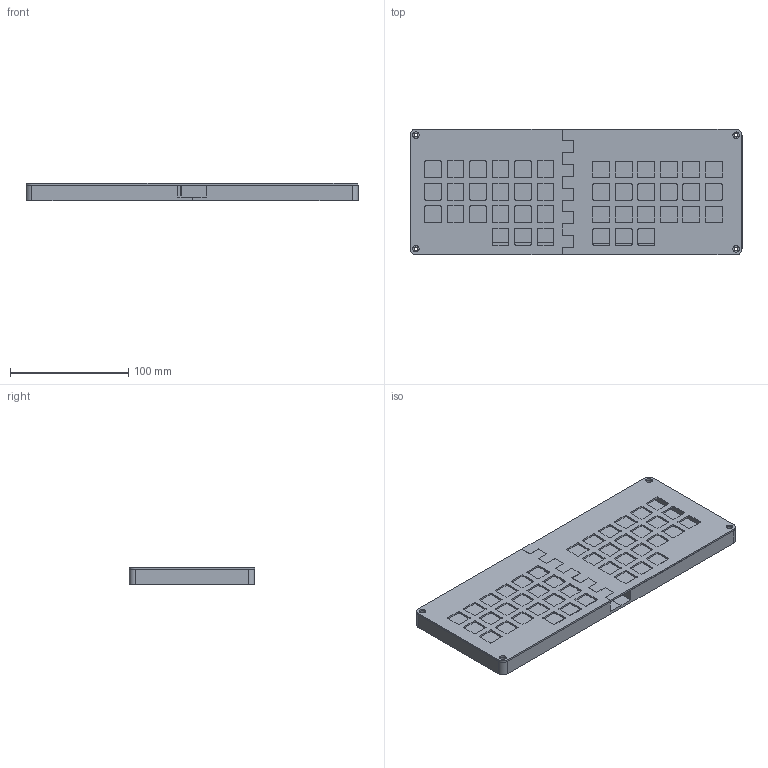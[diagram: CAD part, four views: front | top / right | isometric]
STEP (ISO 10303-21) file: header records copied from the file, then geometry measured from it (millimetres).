
FILE_DESCRIPTION(/* description */ ('STEP AP242','CAx-IF Rec.Pracs.---Representation and Presentation of Product Manufacturing Information (PMI)---4.0---2014-10-13','CAx-IF Rec.Pracs.---3D Tessellated Geometry---0.4---2014-09-14','2;1'),/* implementation_level */ '2;1');
FILE_NAME(/* name */ '67d5a1045d573340ff27808d',/* time_stamp */ '2025-03-15T15:47:18Z',/* author */ (''),/* organization */ (''),/* preprocessor_version */ 'ST-DEVELOPER v20',/* originating_system */ 'ONSHAPE BY PTC INC, 1.195',/* authorisation */ ' ');
FILE_SCHEMA (('AP242_MANAGED_MODEL_BASED_3D_ENGINEERING_MIM_LF { 1 0 10303 442 1 1 4 }'));
Length unit declared in the file: metre
Products named in the file (11): Assembly 1; Part 2; Part 7; Part 1; Part 5; Part 3; Part 8; Part 6; Part 4
Assembly tree (10 placements, depth 2):
  Assembly 1
    Part 2
    Part 7
    Part 2
    Part 1
    Part 5
    Part 3
    Part 8
    Part 6
    Part 4
    Part 1
Bounding box: 281.08 x 106.4 x 14.5 mm (x, y, z)
Volume: 178932.1 mm3; surface area: 132210.8 mm2
Topology: 10 solids, 10 shells, 496 faces, 1428 edges, 952 vertices
Faces by surface type: plane 304, cylinder 192
Full cylindrical faces by diameter (mm): 3 x4, 5.5 x12
Entity records: 16712 total; most frequent: CARTESIAN_POINT 2871, ORIENTED_EDGE 2824, DIRECTION 2810, EDGE_CURVE 1412, LINE 1028, VECTOR 1028, VERTEX_POINT 952, AXIS2_PLACEMENT_3D 891
